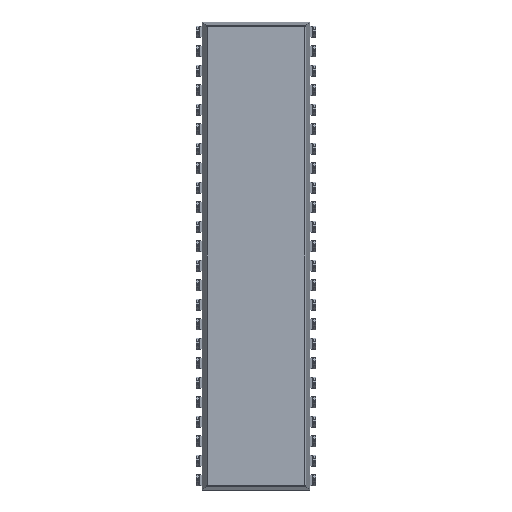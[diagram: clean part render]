
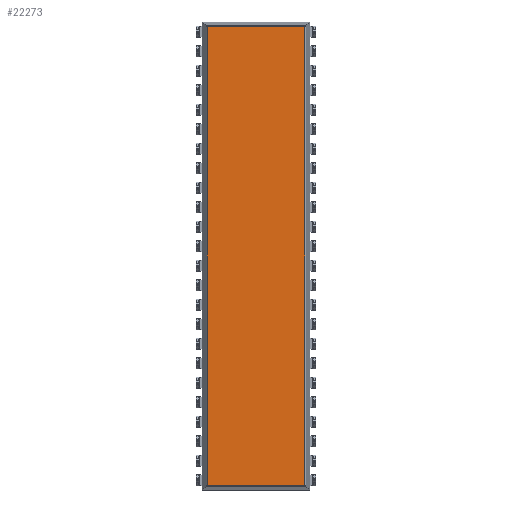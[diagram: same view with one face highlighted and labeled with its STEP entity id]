
A CAD part, front view. The second image highlights one B-rep face of the part: STEP entity #22273.
In plain terms, the highlighted planar face has unit normal (0, -1, 0).
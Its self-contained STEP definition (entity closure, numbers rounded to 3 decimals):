
#4661 = PLANE ( 'NONE',  #4723 ) ;
#4676 = FACE_OUTER_BOUND ( 'NONE', #22274, .T. ) ;
#4699 = DIRECTION ( 'NONE',  ( -1., 0., 0. ) ) ;
#4700 = VECTOR ( 'NONE', #4699, 1000. ) ;
#4701 = CARTESIAN_POINT ( 'NONE',  ( -6.985, 0.15, 29.863 ) ) ;
#4702 = LINE ( 'NONE', #4701, #4700 ) ;
#4704 = CARTESIAN_POINT ( 'NONE',  ( 6.368, 0.15, 29.863 ) ) ;
#4705 = DIRECTION ( 'NONE',  ( 0., 0., 1. ) ) ;
#4706 = VECTOR ( 'NONE', #4705, 1000. ) ;
#4707 = CARTESIAN_POINT ( 'NONE',  ( 6.368, 0.15, -30.48 ) ) ;
#4708 = LINE ( 'NONE', #4707, #4706 ) ;
#4709 = CARTESIAN_POINT ( 'NONE',  ( 6.368, 0.15, -29.863 ) ) ;
#4710 = DIRECTION ( 'NONE',  ( 1., 0., 0. ) ) ;
#4711 = VECTOR ( 'NONE', #4710, 1000. ) ;
#4712 = CARTESIAN_POINT ( 'NONE',  ( -6.985, 0.15, -29.863 ) ) ;
#4713 = LINE ( 'NONE', #4712, #4711 ) ;
#4714 = CARTESIAN_POINT ( 'NONE',  ( -6.368, 0.15, -29.863 ) ) ;
#4715 = CARTESIAN_POINT ( 'NONE',  ( -6.368, 0.15, 29.863 ) ) ;
#4716 = DIRECTION ( 'NONE',  ( 0., 0., -1. ) ) ;
#4717 = VECTOR ( 'NONE', #4716, 1000. ) ;
#4718 = CARTESIAN_POINT ( 'NONE',  ( -6.368, 0.15, -30.48 ) ) ;
#4719 = LINE ( 'NONE', #4718, #4717 ) ;
#4720 = DIRECTION ( 'NONE',  ( 0., 0., -1. ) ) ;
#4721 = DIRECTION ( 'NONE',  ( 0., -1., 0. ) ) ;
#4722 = CARTESIAN_POINT ( 'NONE',  ( -6.985, 0.15, -30.48 ) ) ;
#4723 = AXIS2_PLACEMENT_3D ( 'NONE', #4722, #4721, #4720 ) ;
#22273 = ADVANCED_FACE ( 'NONE', ( #4676 ), #4661, .T. ) ;
#22274 = EDGE_LOOP ( 'NONE', ( #22275, #22279, #22282, #22285 ) ) ;
#22275 = ORIENTED_EDGE ( 'NONE', *, *, #22276, .T. ) ;
#22276 = EDGE_CURVE ( 'NONE', #22277, #22278, #4719, .T. ) ;
#22277 = VERTEX_POINT ( 'NONE', #4715 ) ;
#22278 = VERTEX_POINT ( 'NONE', #4714 ) ;
#22279 = ORIENTED_EDGE ( 'NONE', *, *, #22280, .T. ) ;
#22280 = EDGE_CURVE ( 'NONE', #22278, #22281, #4713, .T. ) ;
#22281 = VERTEX_POINT ( 'NONE', #4709 ) ;
#22282 = ORIENTED_EDGE ( 'NONE', *, *, #22283, .T. ) ;
#22283 = EDGE_CURVE ( 'NONE', #22281, #22284, #4708, .T. ) ;
#22284 = VERTEX_POINT ( 'NONE', #4704 ) ;
#22285 = ORIENTED_EDGE ( 'NONE', *, *, #22286, .T. ) ;
#22286 = EDGE_CURVE ( 'NONE', #22284, #22277, #4702, .T. ) ;
